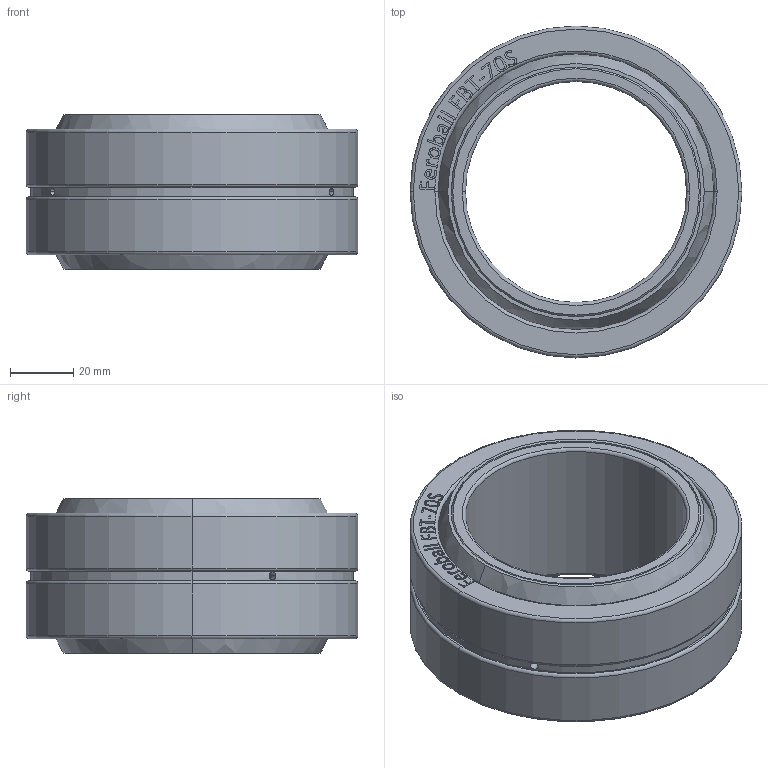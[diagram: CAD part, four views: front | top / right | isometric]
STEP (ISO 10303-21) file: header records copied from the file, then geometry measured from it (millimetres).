
FILE_DESCRIPTION (( 'STEP AP214' ), '1' );
FILE_NAME ('Feroball FBT-70S.STEP', '2021-08-05T14:05:29', ( '' ), ( '' ), 'SwSTEP 2.0', 'SolidWorks 2021', '' );
FILE_SCHEMA (( 'AUTOMOTIVE_DESIGN' ));
Length unit declared in the file: millimetre
Products named in the file (4): FBT70 - 3S-A; Feroball FBT-70S; FBT70 - 2B; FBT70 - 1C
Assembly tree (3 placements, depth 2):
  Feroball FBT-70S
    FBT70 - 1C
    FBT70 - 2B
    FBT70 - 3S-A
Bounding box: 104.99 x 104.99 x 48.96 mm (x, y, z)
Volume: 203110.7 mm3; surface area: 82679.3 mm2
Topology: 3 solids, 3 shells, 456 faces, 1276 edges, 839 vertices
Faces by surface type: bspline 240, plane 164, torus 26, cylinder 18, cone 4, sphere 4
Entity records: 25934 total; most frequent: CARTESIAN_POINT 15782, ORIENTED_EDGE 2532, DIRECTION 1288, EDGE_CURVE 1266, VERTEX_POINT 834, LINE 584, VECTOR 584, B_SPLINE_CURVE_WITH_KNOTS 552
